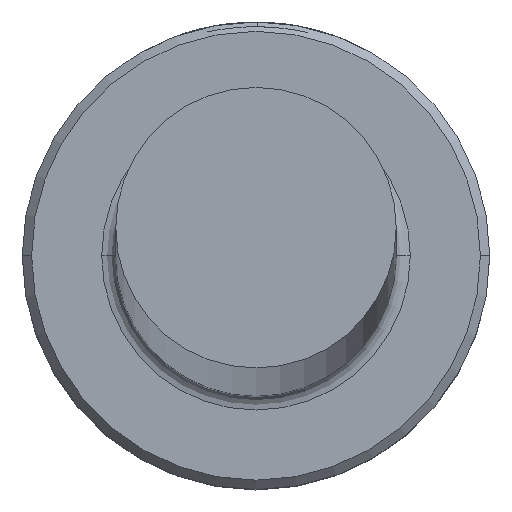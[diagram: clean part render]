
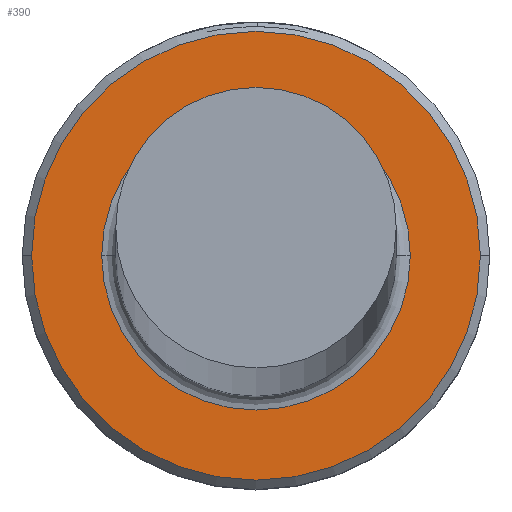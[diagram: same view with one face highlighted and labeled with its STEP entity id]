
A CAD part, top view. The second image highlights one B-rep face of the part: STEP entity #390.
In plain terms, the highlighted planar face has unit normal (0, 0, 1).
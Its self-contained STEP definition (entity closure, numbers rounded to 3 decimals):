
#14 = VERTEX_POINT ( 'NONE', #517 ) ;
#25 = CIRCLE ( 'NONE', #246, 3.3 ) ;
#53 = AXIS2_PLACEMENT_3D ( 'NONE', #891, #887, #881 ) ;
#60 = CIRCLE ( 'NONE', #53, 4.8 ) ;
#65 = VERTEX_POINT ( 'NONE', #527 ) ;
#97 = VERTEX_POINT ( 'NONE', #685 ) ;
#177 = ORIENTED_EDGE ( 'NONE', *, *, #331, .T. ) ;
#198 = DIRECTION ( 'NONE',  ( 1., 0., 0. ) ) ;
#213 = CARTESIAN_POINT ( 'NONE',  ( 4.8, 0., 6. ) ) ;
#244 = EDGE_CURVE ( 'NONE', #14, #867, #60, .T. ) ;
#246 = AXIS2_PLACEMENT_3D ( 'NONE', #284, #1146, #981 ) ;
#283 = DIRECTION ( 'NONE',  ( -1., 0., 0. ) ) ;
#284 = CARTESIAN_POINT ( 'NONE',  ( 0., 0., 6. ) ) ;
#331 = EDGE_CURVE ( 'NONE', #867, #14, #401, .T. ) ;
#386 = DIRECTION ( 'NONE',  ( 0., 0., 1. ) ) ;
#390 = ADVANCED_FACE ( 'NONE', ( #792, #555 ), #925, .T. ) ;
#401 = CIRCLE ( 'NONE', #733, 4.8 ) ;
#403 = EDGE_CURVE ( 'NONE', #65, #97, #639, .T. ) ;
#466 = DIRECTION ( 'NONE',  ( 0., 0., -1. ) ) ;
#489 = CARTESIAN_POINT ( 'NONE',  ( 0., 0., 6. ) ) ;
#517 = CARTESIAN_POINT ( 'NONE',  ( -4.8, 0., 6. ) ) ;
#519 = EDGE_CURVE ( 'NONE', #97, #65, #25, .T. ) ;
#527 = CARTESIAN_POINT ( 'NONE',  ( 3.3, 0., 6. ) ) ;
#552 = ORIENTED_EDGE ( 'NONE', *, *, #519, .T. ) ;
#555 = FACE_BOUND ( 'NONE', #1086, .T. ) ;
#566 = CARTESIAN_POINT ( 'NONE',  ( 0., 0., 6. ) ) ;
#639 = CIRCLE ( 'NONE', #942, 3.3 ) ;
#680 = DIRECTION ( 'NONE',  ( 1., 0., 0. ) ) ;
#685 = CARTESIAN_POINT ( 'NONE',  ( -3.3, 0., 6. ) ) ;
#733 = AXIS2_PLACEMENT_3D ( 'NONE', #765, #760, #680 ) ;
#760 = DIRECTION ( 'NONE',  ( 0., 0., 1. ) ) ;
#765 = CARTESIAN_POINT ( 'NONE',  ( 0., 0., 6. ) ) ;
#776 = ORIENTED_EDGE ( 'NONE', *, *, #403, .T. ) ;
#792 = FACE_OUTER_BOUND ( 'NONE', #1101, .T. ) ;
#867 = VERTEX_POINT ( 'NONE', #213 ) ;
#881 = DIRECTION ( 'NONE',  ( 1., 0., 0. ) ) ;
#887 = DIRECTION ( 'NONE',  ( 0., 0., 1. ) ) ;
#891 = CARTESIAN_POINT ( 'NONE',  ( 0., 0., 6. ) ) ;
#925 = PLANE ( 'NONE',  #991 ) ;
#942 = AXIS2_PLACEMENT_3D ( 'NONE', #566, #466, #283 ) ;
#981 = DIRECTION ( 'NONE',  ( -1., 0., 0. ) ) ;
#991 = AXIS2_PLACEMENT_3D ( 'NONE', #489, #386, #198 ) ;
#1086 = EDGE_LOOP ( 'NONE', ( #552, #776 ) ) ;
#1101 = EDGE_LOOP ( 'NONE', ( #1150, #177 ) ) ;
#1146 = DIRECTION ( 'NONE',  ( 0., 0., -1. ) ) ;
#1150 = ORIENTED_EDGE ( 'NONE', *, *, #244, .T. ) ;
